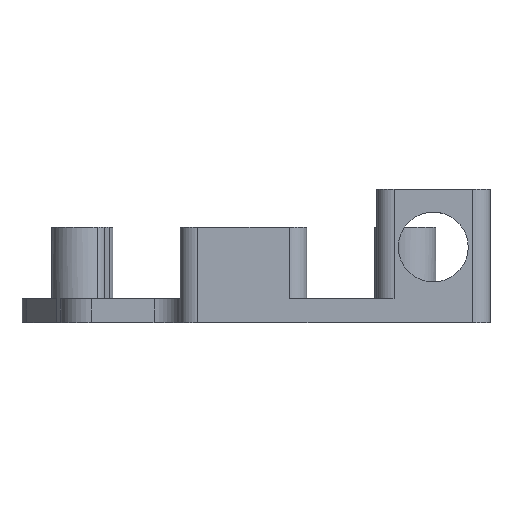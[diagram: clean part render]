
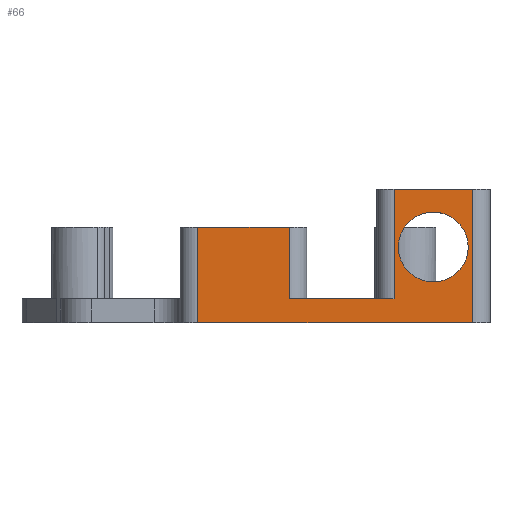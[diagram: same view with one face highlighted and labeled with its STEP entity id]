
A CAD part, front view. The second image highlights one B-rep face of the part: STEP entity #66.
In plain terms, the highlighted planar face has unit normal (0, -1, 0).
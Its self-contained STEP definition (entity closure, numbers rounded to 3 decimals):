
#66 = ADVANCED_FACE ( 'NONE', ( #2264, #311 ), #1150, .F. ) ;
#85 = DIRECTION ( 'NONE',  ( 0., 0., -1. ) ) ;
#125 = VERTEX_POINT ( 'NONE', #3402 ) ;
#146 = ORIENTED_EDGE ( 'NONE', *, *, #620, .F. ) ;
#180 = ORIENTED_EDGE ( 'NONE', *, *, #952, .T. ) ;
#196 = LINE ( 'NONE', #1789, #390 ) ;
#218 = ORIENTED_EDGE ( 'NONE', *, *, #2107, .F. ) ;
#298 = DIRECTION ( 'NONE',  ( 0., -1., 0. ) ) ;
#311 = FACE_OUTER_BOUND ( 'NONE', #2266, .T. ) ;
#318 = DIRECTION ( 'NONE',  ( 0., 0., -1. ) ) ;
#363 = CARTESIAN_POINT ( 'NONE',  ( 26., -26.5, 8.65 ) ) ;
#390 = VECTOR ( 'NONE', #85, 1000. ) ;
#404 = EDGE_CURVE ( 'NONE', #1532, #1159, #1678, .T. ) ;
#530 = ORIENTED_EDGE ( 'NONE', *, *, #2639, .T. ) ;
#620 = EDGE_CURVE ( 'NONE', #911, #1072, #3114, .T. ) ;
#744 = AXIS2_PLACEMENT_3D ( 'NONE', #3428, #1381, #2847 ) ;
#752 = CARTESIAN_POINT ( 'NONE',  ( 30.5, -26.5, 15.25 ) ) ;
#816 = VERTEX_POINT ( 'NONE', #2876 ) ;
#818 = VERTEX_POINT ( 'NONE', #3146 ) ;
#852 = ORIENTED_EDGE ( 'NONE', *, *, #1983, .T. ) ;
#859 = EDGE_CURVE ( 'NONE', #1532, #125, #2029, .T. ) ;
#911 = VERTEX_POINT ( 'NONE', #2667 ) ;
#952 = EDGE_CURVE ( 'NONE', #2275, #2194, #1927, .T. ) ;
#968 = VECTOR ( 'NONE', #2306, 1000. ) ;
#1072 = VERTEX_POINT ( 'NONE', #752 ) ;
#1106 = EDGE_CURVE ( 'NONE', #816, #3255, #2071, .T. ) ;
#1135 = AXIS2_PLACEMENT_3D ( 'NONE', #1644, #298, #2831 ) ;
#1149 = CARTESIAN_POINT ( 'NONE',  ( 11.5, -26.5, 2.75 ) ) ;
#1150 = PLANE ( 'NONE',  #744 ) ;
#1151 = CARTESIAN_POINT ( 'NONE',  ( 26., -26.5, 4.65 ) ) ;
#1159 = VERTEX_POINT ( 'NONE', #1357 ) ;
#1230 = VECTOR ( 'NONE', #3298, 1000. ) ;
#1237 = CARTESIAN_POINT ( 'NONE',  ( -3., -26.5, 10.9 ) ) ;
#1257 = VECTOR ( 'NONE', #2350, 1000. ) ;
#1263 = CARTESIAN_POINT ( 'NONE',  ( -1., -26.5, 0. ) ) ;
#1357 = CARTESIAN_POINT ( 'NONE',  ( 9.5, -26.5, 10.9 ) ) ;
#1381 = DIRECTION ( 'NONE',  ( 0., 1., 0. ) ) ;
#1532 = VERTEX_POINT ( 'NONE', #2798 ) ;
#1538 = CIRCLE ( 'NONE', #1636, 4. ) ;
#1636 = AXIS2_PLACEMENT_3D ( 'NONE', #363, #2951, #2091 ) ;
#1644 = CARTESIAN_POINT ( 'NONE',  ( 26., -26.5, 8.65 ) ) ;
#1678 = LINE ( 'NONE', #1848, #1230 ) ;
#1703 = LINE ( 'NONE', #2011, #3548 ) ;
#1789 = CARTESIAN_POINT ( 'NONE',  ( -1., -26.5, 10.9 ) ) ;
#1790 = CARTESIAN_POINT ( 'NONE',  ( 30.5, -26.5, 0. ) ) ;
#1842 = VECTOR ( 'NONE', #2383, 1000. ) ;
#1848 = CARTESIAN_POINT ( 'NONE',  ( 9.5, -26.5, 10.9 ) ) ;
#1927 = LINE ( 'NONE', #2072, #1842 ) ;
#1983 = EDGE_CURVE ( 'NONE', #2194, #1072, #3561, .T. ) ;
#2011 = CARTESIAN_POINT ( 'NONE',  ( 21.5, -26.5, 10.9 ) ) ;
#2029 = LINE ( 'NONE', #1149, #968 ) ;
#2053 = ORIENTED_EDGE ( 'NONE', *, *, #859, .F. ) ;
#2071 = CIRCLE ( 'NONE', #1135, 4. ) ;
#2072 = CARTESIAN_POINT ( 'NONE',  ( -3., -26.5, 0. ) ) ;
#2091 = DIRECTION ( 'NONE',  ( 0., 0., -1. ) ) ;
#2107 = EDGE_CURVE ( 'NONE', #3255, #816, #1538, .T. ) ;
#2111 = EDGE_CURVE ( 'NONE', #818, #1159, #2839, .T. ) ;
#2188 = ORIENTED_EDGE ( 'NONE', *, *, #404, .T. ) ;
#2194 = VERTEX_POINT ( 'NONE', #1790 ) ;
#2243 = CARTESIAN_POINT ( 'NONE',  ( 30.5, -26.5, 15.25 ) ) ;
#2264 = FACE_BOUND ( 'NONE', #2373, .T. ) ;
#2266 = EDGE_LOOP ( 'NONE', ( #146, #3168, #2053, #2188, #2809, #530, #180, #852 ) ) ;
#2275 = VERTEX_POINT ( 'NONE', #1263 ) ;
#2306 = DIRECTION ( 'NONE',  ( 1., 0., 0. ) ) ;
#2350 = DIRECTION ( 'NONE',  ( 1., 0., 0. ) ) ;
#2373 = EDGE_LOOP ( 'NONE', ( #218, #3263 ) ) ;
#2383 = DIRECTION ( 'NONE',  ( 1., 0., 0. ) ) ;
#2639 = EDGE_CURVE ( 'NONE', #818, #2275, #196, .T. ) ;
#2667 = CARTESIAN_POINT ( 'NONE',  ( 21.5, -26.5, 15.25 ) ) ;
#2713 = DIRECTION ( 'NONE',  ( 1., 0., 0. ) ) ;
#2798 = CARTESIAN_POINT ( 'NONE',  ( 9.5, -26.5, 2.75 ) ) ;
#2809 = ORIENTED_EDGE ( 'NONE', *, *, #2111, .F. ) ;
#2831 = DIRECTION ( 'NONE',  ( 0., 0., -1. ) ) ;
#2839 = LINE ( 'NONE', #1237, #1257 ) ;
#2847 = DIRECTION ( 'NONE',  ( 0., 0., 1. ) ) ;
#2876 = CARTESIAN_POINT ( 'NONE',  ( 26., -26.5, 12.65 ) ) ;
#2951 = DIRECTION ( 'NONE',  ( 0., -1., 0. ) ) ;
#3114 = LINE ( 'NONE', #3239, #3467 ) ;
#3146 = CARTESIAN_POINT ( 'NONE',  ( -1., -26.5, 10.9 ) ) ;
#3168 = ORIENTED_EDGE ( 'NONE', *, *, #3286, .T. ) ;
#3239 = CARTESIAN_POINT ( 'NONE',  ( 32.5, -26.5, 15.25 ) ) ;
#3255 = VERTEX_POINT ( 'NONE', #1151 ) ;
#3263 = ORIENTED_EDGE ( 'NONE', *, *, #1106, .F. ) ;
#3286 = EDGE_CURVE ( 'NONE', #911, #125, #1703, .T. ) ;
#3298 = DIRECTION ( 'NONE',  ( 0., 0., 1. ) ) ;
#3361 = VECTOR ( 'NONE', #3364, 1000. ) ;
#3364 = DIRECTION ( 'NONE',  ( 0., 0., 1. ) ) ;
#3402 = CARTESIAN_POINT ( 'NONE',  ( 21.5, -26.5, 2.75 ) ) ;
#3428 = CARTESIAN_POINT ( 'NONE',  ( -3., -26.5, 10.9 ) ) ;
#3467 = VECTOR ( 'NONE', #2713, 1000. ) ;
#3548 = VECTOR ( 'NONE', #318, 1000. ) ;
#3561 = LINE ( 'NONE', #2243, #3361 ) ;
